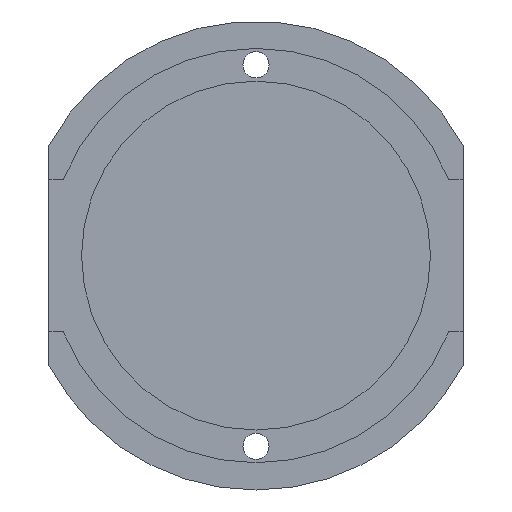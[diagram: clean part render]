
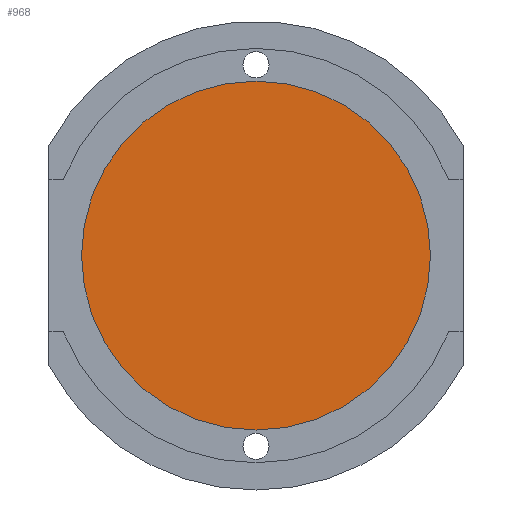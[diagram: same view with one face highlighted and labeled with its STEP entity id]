
A CAD part, left-side view. The second image highlights one B-rep face of the part: STEP entity #968.
In plain terms, the highlighted planar face has unit normal (-1, 0, 0).
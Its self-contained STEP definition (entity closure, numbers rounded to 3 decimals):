
#58 = CARTESIAN_POINT ( 'NONE',  ( -2.826, 14.646, -11.437 ) ) ;
#113 = DIRECTION ( 'NONE',  ( -1., 0., 0. ) ) ;
#170 = CARTESIAN_POINT ( 'NONE',  ( -2.826, 14.646, 20.563 ) ) ;
#176 = AXIS2_PLACEMENT_3D ( 'NONE', #1227, #464, #847 ) ;
#199 = VERTEX_POINT ( 'NONE', #170 ) ;
#244 = DIRECTION ( 'NONE',  ( 0., 0., 1. ) ) ;
#247 = EDGE_CURVE ( 'NONE', #199, #946, #1054, .T. ) ;
#260 = AXIS2_PLACEMENT_3D ( 'NONE', #683, #113, #398 ) ;
#361 = AXIS2_PLACEMENT_3D ( 'NONE', #1185, #1193, #244 ) ;
#379 = ORIENTED_EDGE ( 'NONE', *, *, #1215, .T. ) ;
#398 = DIRECTION ( 'NONE',  ( 0., 0., 1. ) ) ;
#408 = FACE_OUTER_BOUND ( 'NONE', #645, .T. ) ;
#415 = CIRCLE ( 'NONE', #176, 16. ) ;
#464 = DIRECTION ( 'NONE',  ( -1., 0., 0. ) ) ;
#645 = EDGE_LOOP ( 'NONE', ( #755, #379 ) ) ;
#683 = CARTESIAN_POINT ( 'NONE',  ( -2.826, 14.646, 4.563 ) ) ;
#755 = ORIENTED_EDGE ( 'NONE', *, *, #247, .T. ) ;
#847 = DIRECTION ( 'NONE',  ( 0., 0., 1. ) ) ;
#946 = VERTEX_POINT ( 'NONE', #58 ) ;
#968 = ADVANCED_FACE ( 'NONE', ( #408 ), #991, .T. ) ;
#991 = PLANE ( 'NONE',  #361 ) ;
#1054 = CIRCLE ( 'NONE', #260, 16. ) ;
#1185 = CARTESIAN_POINT ( 'NONE',  ( -2.826, 14.646, 4.563 ) ) ;
#1193 = DIRECTION ( 'NONE',  ( -1., 0., 0. ) ) ;
#1215 = EDGE_CURVE ( 'NONE', #946, #199, #415, .T. ) ;
#1227 = CARTESIAN_POINT ( 'NONE',  ( -2.826, 14.646, 4.563 ) ) ;
